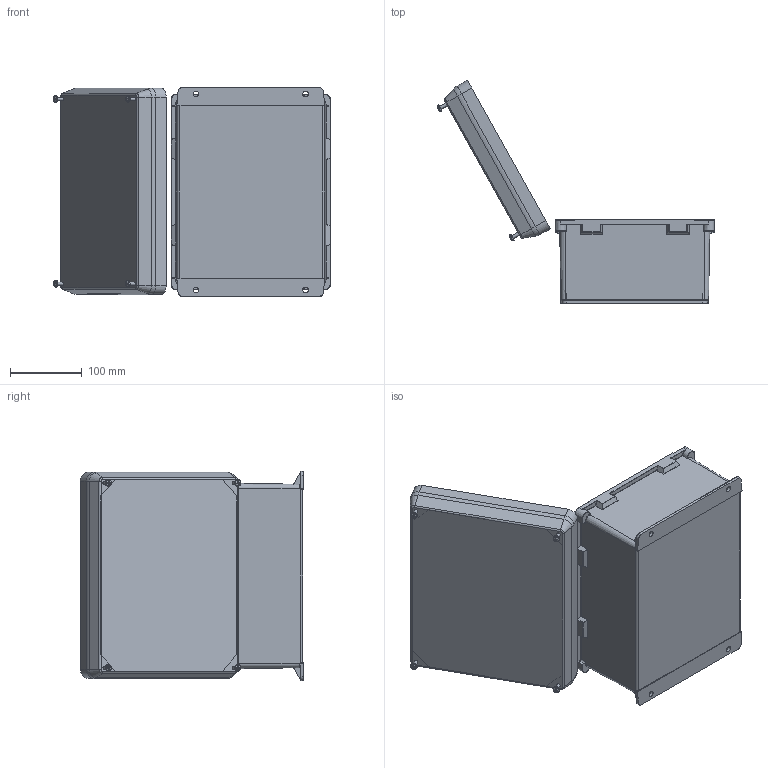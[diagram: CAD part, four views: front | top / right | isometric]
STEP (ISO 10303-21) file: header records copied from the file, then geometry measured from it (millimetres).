
FILE_DESCRIPTION (( 'STEP AP214' ), '1' );
FILE_NAME ('NBC100805-KIT01.STEP', '2018-02-19T14:24:37', ( '' ), ( '' ), 'SwSTEP 2.0', 'SolidWorks 2017', '' );
FILE_SCHEMA (( 'AUTOMOTIVE_DESIGN' ));
Length unit declared in the file: inch
Products named in the file (7): 10-32 NEMA PLATE SCREW; XFW-0002; 1BE04-033; NBC_LidScrew; NBC100805_Lid; NB100805_Box; NBC100805-KIT01
Assembly tree (15 placements, depth 2):
  NBC100805-KIT01
    NB100805_Box
    NBC100805_Lid
    NBC_LidScrew  x4
    1BE04-033
    XFW-0002  x4
    10-32 NEMA PLATE SCREW  x4
Bounding box: 385.99 x 311.05 x 291.44 mm (x, y, z)
Volume: 1404942.8 mm3; surface area: 803762 mm2
Topology: 15 solids, 15 shells, 1310 faces, 3242 edges, 1944 vertices
Faces by surface type: cylinder 454, plane 444, cone 236, bspline 60, sphere 60, torus 56
Full cylindrical faces by diameter (mm): 4.216 x4, 4.775 x4, 4.826 x4, 6.35 x4, 7.112 x4, 7.518 x4, 9.296 x4, 9.525 x4, 10.16 x4, 14.224 x4
Entity records: 26152 total; most frequent: CARTESIAN_POINT 6350, DIRECTION 4010, ORIENTED_EDGE 3818, EDGE_CURVE 1909, AXIS2_PLACEMENT_3D 1521, VERTEX_POINT 1221, EDGE_LOOP 1072, LINE 968
